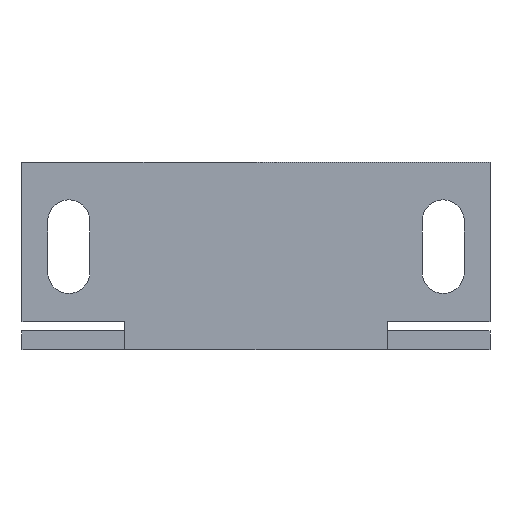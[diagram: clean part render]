
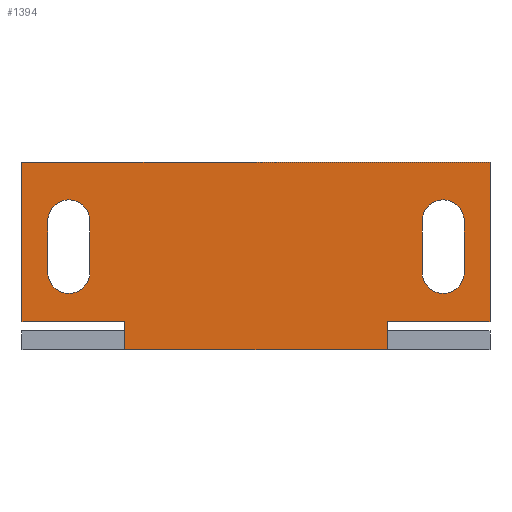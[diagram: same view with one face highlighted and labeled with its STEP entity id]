
A CAD part, front view. The second image highlights one B-rep face of the part: STEP entity #1394.
In plain terms, the highlighted planar face has unit normal (0, -1, 0).
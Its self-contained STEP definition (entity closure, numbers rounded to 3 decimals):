
#35 = AXIS2_PLACEMENT_3D ( 'NONE', #886, #893, #894 ) ;
#40 = AXIS2_PLACEMENT_3D ( 'NONE', #874, #881, #882 ) ;
#74 = CIRCLE ( 'NONE', #1459, 2.25 ) ;
#76 = CIRCLE ( 'NONE', #1466, 2.25 ) ;
#78 = CIRCLE ( 'NONE', #40, 2.25 ) ;
#111 = CIRCLE ( 'NONE', #35, 2.25 ) ;
#117 = CIRCLE ( 'NONE', #1458, 2.25 ) ;
#119 = CIRCLE ( 'NONE', #1470, 2.25 ) ;
#175 = VERTEX_POINT ( 'NONE', #561 ) ;
#177 = VERTEX_POINT ( 'NONE', #572 ) ;
#179 = VERTEX_POINT ( 'NONE', #574 ) ;
#181 = VERTEX_POINT ( 'NONE', #576 ) ;
#183 = VERTEX_POINT ( 'NONE', #578 ) ;
#184 = VERTEX_POINT ( 'NONE', #579 ) ;
#188 = VERTEX_POINT ( 'NONE', #583 ) ;
#190 = VERTEX_POINT ( 'NONE', #585 ) ;
#191 = VERTEX_POINT ( 'NONE', #586 ) ;
#194 = VERTEX_POINT ( 'NONE', #589 ) ;
#195 = VERTEX_POINT ( 'NONE', #590 ) ;
#199 = VERTEX_POINT ( 'NONE', #594 ) ;
#200 = VERTEX_POINT ( 'NONE', #595 ) ;
#201 = VERTEX_POINT ( 'NONE', #596 ) ;
#205 = VERTEX_POINT ( 'NONE', #600 ) ;
#206 = VERTEX_POINT ( 'NONE', #601 ) ;
#209 = VERTEX_POINT ( 'NONE', #604 ) ;
#210 = VERTEX_POINT ( 'NONE', #605 ) ;
#402 = ORIENTED_EDGE ( 'NONE', *, *, #1318, .F. ) ;
#403 = ORIENTED_EDGE ( 'NONE', *, *, #1355, .F. ) ;
#404 = ORIENTED_EDGE ( 'NONE', *, *, #1358, .F. ) ;
#405 = ORIENTED_EDGE ( 'NONE', *, *, #1361, .F. ) ;
#406 = ORIENTED_EDGE ( 'NONE', *, *, #1352, .F. ) ;
#407 = ORIENTED_EDGE ( 'NONE', *, *, #1322, .F. ) ;
#408 = ORIENTED_EDGE ( 'NONE', *, *, #1349, .F. ) ;
#409 = ORIENTED_EDGE ( 'NONE', *, *, #1346, .F. ) ;
#410 = ORIENTED_EDGE ( 'NONE', *, *, #1345, .F. ) ;
#411 = ORIENTED_EDGE ( 'NONE', *, *, #1380, .F. ) ;
#412 = ORIENTED_EDGE ( 'NONE', *, *, #1364, .F. ) ;
#413 = ORIENTED_EDGE ( 'NONE', *, *, #1370, .F. ) ;
#414 = ORIENTED_EDGE ( 'NONE', *, *, #1372, .F. ) ;
#415 = ORIENTED_EDGE ( 'NONE', *, *, #1376, .F. ) ;
#416 = ORIENTED_EDGE ( 'NONE', *, *, #1386, .F. ) ;
#417 = ORIENTED_EDGE ( 'NONE', *, *, #1382, .F. ) ;
#418 = ORIENTED_EDGE ( 'NONE', *, *, #1388, .F. ) ;
#419 = ORIENTED_EDGE ( 'NONE', *, *, #1367, .F. ) ;
#553 = EDGE_LOOP ( 'NONE', ( #403, #404, #405, #402, #406 ) ) ;
#554 = EDGE_LOOP ( 'NONE', ( #408, #409, #407, #410, #412 ) ) ;
#555 = EDGE_LOOP ( 'NONE', ( #413, #414, #415, #411, #416, #417, #418, #419 ) ) ;
#561 = CARTESIAN_POINT ( 'NONE',  ( 22.25, 0., 13.75 ) ) ;
#572 = CARTESIAN_POINT ( 'NONE',  ( -22.25, 0., 8.25 ) ) ;
#574 = CARTESIAN_POINT ( 'NONE',  ( -22.25, 0., 13.75 ) ) ;
#576 = CARTESIAN_POINT ( 'NONE',  ( -17.75, 0., 13.75 ) ) ;
#578 = CARTESIAN_POINT ( 'NONE',  ( 17.75, 0., 8.25 ) ) ;
#579 = CARTESIAN_POINT ( 'NONE',  ( 17.75, 0., 13.75 ) ) ;
#583 = CARTESIAN_POINT ( 'NONE',  ( 14., 0., 3. ) ) ;
#585 = CARTESIAN_POINT ( 'NONE',  ( 25., 0., 3. ) ) ;
#586 = CARTESIAN_POINT ( 'NONE',  ( 25., 0., 20. ) ) ;
#589 = CARTESIAN_POINT ( 'NONE',  ( -25., 0., 20. ) ) ;
#590 = CARTESIAN_POINT ( 'NONE',  ( -25., 0., 3. ) ) ;
#594 = CARTESIAN_POINT ( 'NONE',  ( -14., 0., 3. ) ) ;
#595 = CARTESIAN_POINT ( 'NONE',  ( -14., 0., 0. ) ) ;
#596 = CARTESIAN_POINT ( 'NONE',  ( 14., 0., 0. ) ) ;
#600 = CARTESIAN_POINT ( 'NONE',  ( 20., 0., 6. ) ) ;
#601 = CARTESIAN_POINT ( 'NONE',  ( 22.25, 0., 8.25 ) ) ;
#604 = CARTESIAN_POINT ( 'NONE',  ( -20., 0., 6. ) ) ;
#605 = CARTESIAN_POINT ( 'NONE',  ( -17.75, 0., 8.25 ) ) ;
#874 = CARTESIAN_POINT ( 'NONE',  ( -20., 0., 8.25 ) ) ;
#881 = DIRECTION ( 'NONE',  ( 0., -1., 0. ) ) ;
#882 = DIRECTION ( 'NONE',  ( 0., 0., -1. ) ) ;
#886 = CARTESIAN_POINT ( 'NONE',  ( 20., 0., 8.25 ) ) ;
#893 = DIRECTION ( 'NONE',  ( 0., -1., 0. ) ) ;
#894 = DIRECTION ( 'NONE',  ( 0., 0., -1. ) ) ;
#968 = CARTESIAN_POINT ( 'NONE',  ( 20., 0., 8.25 ) ) ;
#969 = DIRECTION ( 'NONE',  ( 0., -1., 0. ) ) ;
#970 = DIRECTION ( 'NONE',  ( 0., 0., -1. ) ) ;
#972 = LINE ( 'NONE', #973, #1463 ) ;
#973 = CARTESIAN_POINT ( 'NONE',  ( 22.25, 0., 11. ) ) ;
#974 = DIRECTION ( 'NONE',  ( 0., 0., 1. ) ) ;
#977 = CARTESIAN_POINT ( 'NONE',  ( 20., 0., 13.75 ) ) ;
#981 = DIRECTION ( 'NONE',  ( 0., -1., 0. ) ) ;
#982 = DIRECTION ( 'NONE',  ( 0., 0., -1. ) ) ;
#986 = CARTESIAN_POINT ( 'NONE',  ( -20., 0., 8.25 ) ) ;
#990 = DIRECTION ( 'NONE',  ( 0., -1., 0. ) ) ;
#991 = DIRECTION ( 'NONE',  ( 0., 0., -1. ) ) ;
#995 = CARTESIAN_POINT ( 'NONE',  ( -20., 0., 13.75 ) ) ;
#999 = LINE ( 'NONE', #1000, #1471 ) ;
#1000 = CARTESIAN_POINT ( 'NONE',  ( -22.25, 0., 10. ) ) ;
#1001 = DIRECTION ( 'NONE',  ( 0., 0., -1. ) ) ;
#1008 = DIRECTION ( 'NONE',  ( 0., -1., 0. ) ) ;
#1009 = DIRECTION ( 'NONE',  ( 0., 0., -1. ) ) ;
#1017 = LINE ( 'NONE', #1018, #1476 ) ;
#1018 = CARTESIAN_POINT ( 'NONE',  ( -17.75, 0., 10. ) ) ;
#1019 = DIRECTION ( 'NONE',  ( 0., 0., 1. ) ) ;
#1026 = LINE ( 'NONE', #1027, #1479 ) ;
#1027 = CARTESIAN_POINT ( 'NONE',  ( 17.75, 0., 10. ) ) ;
#1028 = DIRECTION ( 'NONE',  ( 0., 0., -1. ) ) ;
#1035 = LINE ( 'NONE', #1036, #1482 ) ;
#1036 = CARTESIAN_POINT ( 'NONE',  ( 14., 0., 10. ) ) ;
#1037 = DIRECTION ( 'NONE',  ( 0., 0., -1. ) ) ;
#1044 = LINE ( 'NONE', #1045, #1485 ) ;
#1045 = CARTESIAN_POINT ( 'NONE',  ( 0., 0., 3. ) ) ;
#1046 = DIRECTION ( 'NONE',  ( -1., 0., 0. ) ) ;
#1050 = LINE ( 'NONE', #1051, #1487 ) ;
#1051 = CARTESIAN_POINT ( 'NONE',  ( 25., 0., 10. ) ) ;
#1052 = DIRECTION ( 'NONE',  ( 0., 0., -1. ) ) ;
#1062 = LINE ( 'NONE', #1063, #1491 ) ;
#1063 = CARTESIAN_POINT ( 'NONE',  ( 0., 0., 20. ) ) ;
#1064 = DIRECTION ( 'NONE',  ( 1., 0., 0. ) ) ;
#1074 = LINE ( 'NONE', #1075, #1495 ) ;
#1075 = CARTESIAN_POINT ( 'NONE',  ( -25., 0., 10. ) ) ;
#1076 = DIRECTION ( 'NONE',  ( 0., 0., 1. ) ) ;
#1080 = LINE ( 'NONE', #1081, #1497 ) ;
#1081 = CARTESIAN_POINT ( 'NONE',  ( -14., 0., 10. ) ) ;
#1082 = DIRECTION ( 'NONE',  ( 0., 0., 1. ) ) ;
#1092 = LINE ( 'NONE', #1093, #1501 ) ;
#1093 = CARTESIAN_POINT ( 'NONE',  ( 0., 0., 3. ) ) ;
#1094 = DIRECTION ( 'NONE',  ( -1., 0., 0. ) ) ;
#1098 = LINE ( 'NONE', #1099, #1504 ) ;
#1099 = CARTESIAN_POINT ( 'NONE',  ( 0., 0., 0. ) ) ;
#1100 = DIRECTION ( 'NONE',  ( -1., 0., 0. ) ) ;
#1116 = PLANE ( 'NONE',  #1516 ) ;
#1117 = CARTESIAN_POINT ( 'NONE',  ( 25., 0., 0. ) ) ;
#1118 = DIRECTION ( 'NONE',  ( 0., 1., 0. ) ) ;
#1119 = DIRECTION ( 'NONE',  ( -1., 0., 0. ) ) ;
#1318 = EDGE_CURVE ( 'NONE', #209, #210, #78, .T. ) ;
#1322 = EDGE_CURVE ( 'NONE', #205, #206, #111, .T. ) ;
#1345 = EDGE_CURVE ( 'NONE', #183, #205, #117, .T. ) ;
#1346 = EDGE_CURVE ( 'NONE', #206, #175, #972, .T. ) ;
#1349 = EDGE_CURVE ( 'NONE', #175, #184, #74, .T. ) ;
#1352 = EDGE_CURVE ( 'NONE', #177, #209, #76, .T. ) ;
#1355 = EDGE_CURVE ( 'NONE', #179, #177, #999, .T. ) ;
#1358 = EDGE_CURVE ( 'NONE', #181, #179, #119, .T. ) ;
#1361 = EDGE_CURVE ( 'NONE', #210, #181, #1017, .T. ) ;
#1364 = EDGE_CURVE ( 'NONE', #184, #183, #1026, .T. ) ;
#1367 = EDGE_CURVE ( 'NONE', #188, #201, #1035, .T. ) ;
#1370 = EDGE_CURVE ( 'NONE', #190, #188, #1044, .T. ) ;
#1372 = EDGE_CURVE ( 'NONE', #191, #190, #1050, .T. ) ;
#1376 = EDGE_CURVE ( 'NONE', #194, #191, #1062, .T. ) ;
#1380 = EDGE_CURVE ( 'NONE', #195, #194, #1074, .T. ) ;
#1382 = EDGE_CURVE ( 'NONE', #200, #199, #1080, .T. ) ;
#1386 = EDGE_CURVE ( 'NONE', #199, #195, #1092, .T. ) ;
#1388 = EDGE_CURVE ( 'NONE', #201, #200, #1098, .T. ) ;
#1394 = ADVANCED_FACE ( 'NONE', ( #1503, #1511, #1514 ), #1116, .F. ) ;
#1458 = AXIS2_PLACEMENT_3D ( 'NONE', #968, #969, #970 ) ;
#1459 = AXIS2_PLACEMENT_3D ( 'NONE', #977, #981, #982 ) ;
#1463 = VECTOR ( 'NONE', #974, 1000. ) ;
#1466 = AXIS2_PLACEMENT_3D ( 'NONE', #986, #990, #991 ) ;
#1470 = AXIS2_PLACEMENT_3D ( 'NONE', #995, #1008, #1009 ) ;
#1471 = VECTOR ( 'NONE', #1001, 1000. ) ;
#1476 = VECTOR ( 'NONE', #1019, 1000. ) ;
#1479 = VECTOR ( 'NONE', #1028, 1000. ) ;
#1482 = VECTOR ( 'NONE', #1037, 1000. ) ;
#1485 = VECTOR ( 'NONE', #1046, 1000. ) ;
#1487 = VECTOR ( 'NONE', #1052, 1000. ) ;
#1491 = VECTOR ( 'NONE', #1064, 1000. ) ;
#1495 = VECTOR ( 'NONE', #1076, 1000. ) ;
#1497 = VECTOR ( 'NONE', #1082, 1000. ) ;
#1501 = VECTOR ( 'NONE', #1094, 1000. ) ;
#1503 = FACE_BOUND ( 'NONE', #553, .T. ) ;
#1504 = VECTOR ( 'NONE', #1100, 1000. ) ;
#1511 = FACE_BOUND ( 'NONE', #554, .T. ) ;
#1514 = FACE_OUTER_BOUND ( 'NONE', #555, .T. ) ;
#1516 = AXIS2_PLACEMENT_3D ( 'NONE', #1117, #1118, #1119 ) ;
